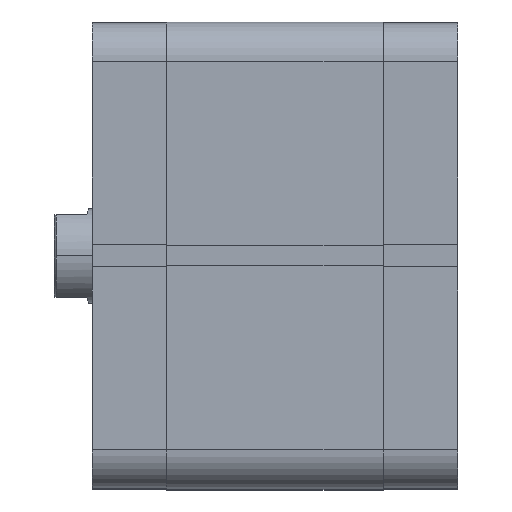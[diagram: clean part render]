
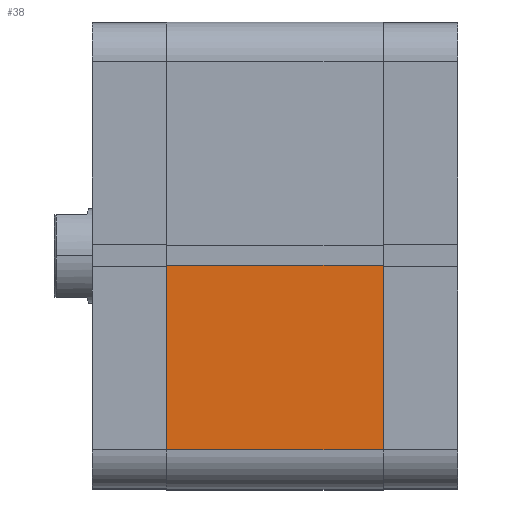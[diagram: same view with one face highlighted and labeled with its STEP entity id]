
A CAD part, top view. The second image highlights one B-rep face of the part: STEP entity #38.
In plain terms, the highlighted face is planar.
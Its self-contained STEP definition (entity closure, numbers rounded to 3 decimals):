
#38 = ADVANCED_FACE ( 'NONE', ( #2110 ), #586, .T. ) ;
#508 = VERTEX_POINT ( 'NONE', #3475 ) ;
#516 = VERTEX_POINT ( 'NONE', #3483 ) ;
#521 = VERTEX_POINT ( 'NONE', #3488 ) ;
#538 = VERTEX_POINT ( 'NONE', #3505 ) ;
#586 = PLANE ( 'NONE',  #3037 ) ;
#589 = CARTESIAN_POINT ( 'NONE',  ( 2.6, 62., -57.5 ) ) ;
#595 = DIRECTION ( 'NONE',  ( 0., 1., 0. ) ) ;
#596 = DIRECTION ( 'NONE',  ( 0., 0., 1. ) ) ;
#2004 = ORIENTED_EDGE ( 'NONE', *, *, #6600, .T. ) ;
#2005 = ORIENTED_EDGE ( 'NONE', *, *, #6596, .T. ) ;
#2006 = ORIENTED_EDGE ( 'NONE', *, *, #6605, .F. ) ;
#2007 = ORIENTED_EDGE ( 'NONE', *, *, #6604, .F. ) ;
#2110 = FACE_OUTER_BOUND ( 'NONE', #6094, .T. ) ;
#3037 = AXIS2_PLACEMENT_3D ( 'NONE', #589, #595, #596 ) ;
#3475 = CARTESIAN_POINT ( 'NONE',  ( 51.5, 62., 0. ) ) ;
#3483 = CARTESIAN_POINT ( 'NONE',  ( 2.6, 62., -57.5 ) ) ;
#3488 = CARTESIAN_POINT ( 'NONE',  ( 51.5, 62., -57.5 ) ) ;
#3505 = CARTESIAN_POINT ( 'NONE',  ( 2.6, 62., 0. ) ) ;
#4567 = CARTESIAN_POINT ( 'NONE',  ( 2.6, 62., -57.5 ) ) ;
#4568 = CARTESIAN_POINT ( 'NONE',  ( 2.6, 62., -57.5 ) ) ;
#4569 = DIRECTION ( 'NONE',  ( -1., 0., 0. ) ) ;
#4578 = DIRECTION ( 'NONE',  ( 0., 0., 1. ) ) ;
#4585 = CARTESIAN_POINT ( 'NONE',  ( 2.6, 62., 0. ) ) ;
#4586 = DIRECTION ( 'NONE',  ( -1., 0., 0. ) ) ;
#4587 = CARTESIAN_POINT ( 'NONE',  ( 51.5, 62., -57.5 ) ) ;
#4588 = DIRECTION ( 'NONE',  ( 0., 0., 1. ) ) ;
#5157 = VECTOR ( 'NONE', #4578, 1000. ) ;
#5160 = LINE ( 'NONE', #4568, #5161 ) ;
#5161 = VECTOR ( 'NONE', #4569, 1000. ) ;
#5167 = LINE ( 'NONE', #4567, #5157 ) ;
#5174 = LINE ( 'NONE', #4585, #5175 ) ;
#5175 = VECTOR ( 'NONE', #4586, 1000. ) ;
#5176 = LINE ( 'NONE', #4587, #5177 ) ;
#5177 = VECTOR ( 'NONE', #4588, 1000. ) ;
#6094 = EDGE_LOOP ( 'NONE', ( #2007, #2006, #2005, #2004 ) ) ;
#6596 = EDGE_CURVE ( 'NONE', #521, #516, #5160, .T. ) ;
#6600 = EDGE_CURVE ( 'NONE', #516, #538, #5167, .T. ) ;
#6604 = EDGE_CURVE ( 'NONE', #508, #538, #5174, .T. ) ;
#6605 = EDGE_CURVE ( 'NONE', #521, #508, #5176, .T. ) ;
